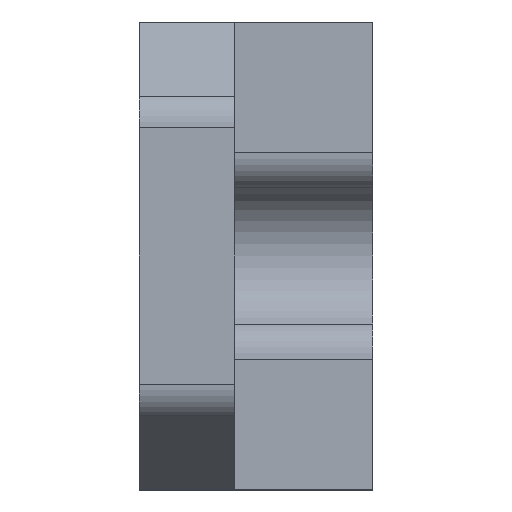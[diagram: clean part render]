
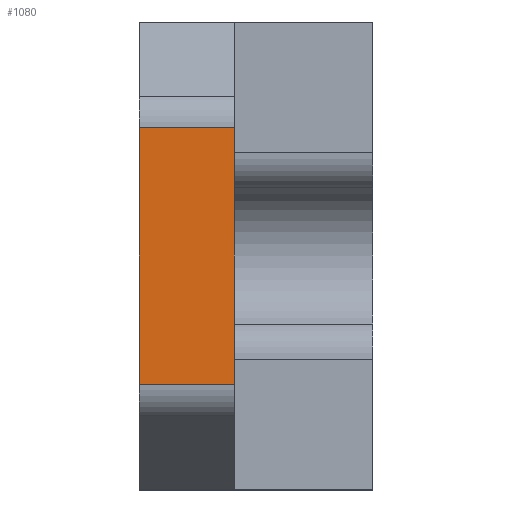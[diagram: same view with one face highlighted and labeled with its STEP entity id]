
A CAD part, left-side view. The second image highlights one B-rep face of the part: STEP entity #1080.
In plain terms, the highlighted planar face has unit normal (-1, 0, 0).
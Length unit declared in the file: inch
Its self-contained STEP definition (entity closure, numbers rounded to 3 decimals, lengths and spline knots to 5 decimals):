
#8 = DIRECTION ( 'NONE',  ( 0., -1., 0. ) ) ;
#54 = VERTEX_POINT ( 'NONE', #588 ) ;
#78 = CARTESIAN_POINT ( 'NONE',  ( -0.70533, 0.2225, -0.20577 ) ) ;
#168 = CARTESIAN_POINT ( 'NONE',  ( -0.70533, -0.29357, 0.20577 ) ) ;
#354 = VECTOR ( 'NONE', #415, 39.37008 ) ;
#397 = VERTEX_POINT ( 'NONE', #78 ) ;
#415 = DIRECTION ( 'NONE',  ( 0., 1., 0. ) ) ;
#508 = CARTESIAN_POINT ( 'NONE',  ( -0.70533, 0.375, -0.20577 ) ) ;
#510 = PLANE ( 'NONE',  #892 ) ;
#514 = ORIENTED_EDGE ( 'NONE', *, *, #1124, .T. ) ;
#556 = EDGE_CURVE ( 'NONE', #698, #675, #1006, .T. ) ;
#563 = LINE ( 'NONE', #1287, #1122 ) ;
#588 = CARTESIAN_POINT ( 'NONE',  ( -0.70533, 0.2225, 0.20577 ) ) ;
#605 = CARTESIAN_POINT ( 'NONE',  ( -0.70533, 0.375, -0.2375 ) ) ;
#610 = CARTESIAN_POINT ( 'NONE',  ( -0.70533, 0.375, 0.20577 ) ) ;
#647 = DIRECTION ( 'NONE',  ( 0., 0., -1. ) ) ;
#675 = VERTEX_POINT ( 'NONE', #610 ) ;
#687 = LINE ( 'NONE', #1357, #1293 ) ;
#698 = VERTEX_POINT ( 'NONE', #508 ) ;
#747 = ORIENTED_EDGE ( 'NONE', *, *, #885, .T. ) ;
#753 = EDGE_LOOP ( 'NONE', ( #747, #1427, #514, #1434 ) ) ;
#788 = LINE ( 'NONE', #168, #354 ) ;
#798 = EDGE_CURVE ( 'NONE', #54, #397, #687, .T. ) ;
#885 = EDGE_CURVE ( 'NONE', #698, #397, #563, .T. ) ;
#892 = AXIS2_PLACEMENT_3D ( 'NONE', #1105, #1217, #1089 ) ;
#924 = VECTOR ( 'NONE', #939, 39.37008 ) ;
#939 = DIRECTION ( 'NONE',  ( 0., 0., 1. ) ) ;
#1006 = LINE ( 'NONE', #605, #924 ) ;
#1080 = ADVANCED_FACE ( 'NONE', ( #1355 ), #510, .T. ) ;
#1089 = DIRECTION ( 'NONE',  ( 0., 0., 1. ) ) ;
#1105 = CARTESIAN_POINT ( 'NONE',  ( -0.70533, -0.29357, -0.2375 ) ) ;
#1122 = VECTOR ( 'NONE', #8, 39.37008 ) ;
#1124 = EDGE_CURVE ( 'NONE', #54, #675, #788, .T. ) ;
#1217 = DIRECTION ( 'NONE',  ( -1., 0., 0. ) ) ;
#1287 = CARTESIAN_POINT ( 'NONE',  ( -0.70533, 0.285, -0.20577 ) ) ;
#1293 = VECTOR ( 'NONE', #647, 39.37008 ) ;
#1355 = FACE_OUTER_BOUND ( 'NONE', #753, .T. ) ;
#1357 = CARTESIAN_POINT ( 'NONE',  ( -0.70533, 0.2225, 0.20577 ) ) ;
#1427 = ORIENTED_EDGE ( 'NONE', *, *, #798, .F. ) ;
#1434 = ORIENTED_EDGE ( 'NONE', *, *, #556, .F. ) ;
